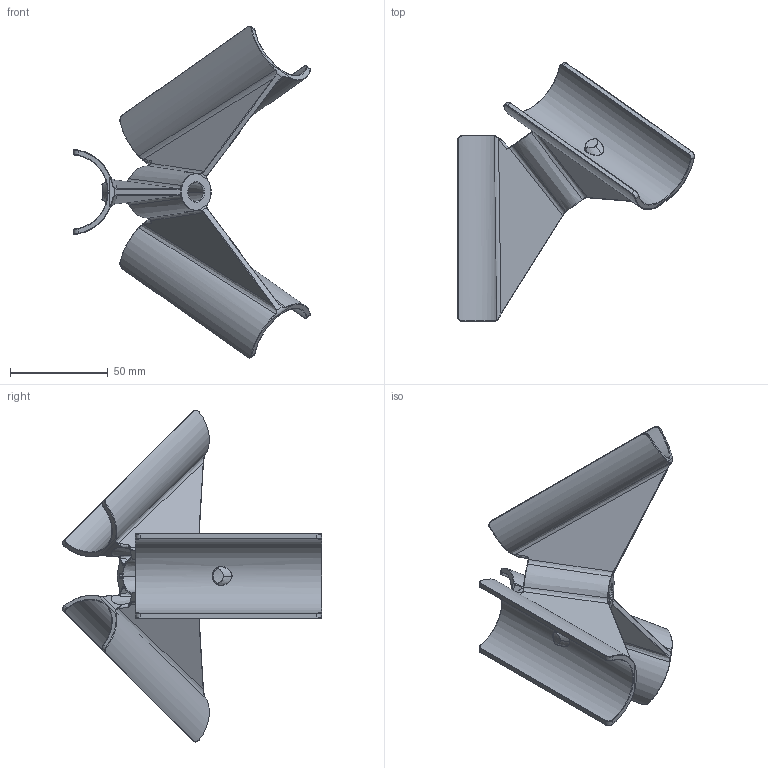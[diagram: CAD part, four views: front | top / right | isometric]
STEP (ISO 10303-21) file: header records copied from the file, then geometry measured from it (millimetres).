
FILE_DESCRIPTION (( 'STEP AP214' ), '1' );
FILE_NAME ('Corner Inner - Mold.step', '2016-04-01T05:03:11', ( '' ), ( '' ), 'SwSTEP 2.0', 'SolidWorks 2016', '' );
FILE_SCHEMA (( 'AUTOMOTIVE_DESIGN' ));
Length unit declared in the file: inch
Products named in the file (1): Corner Inner - Mold
Bounding box: 121.26 x 132.6 x 169.96 mm (x, y, z)
Volume: 92293.7 mm3; surface area: 51611.4 mm2
Topology: 1 solids, 1 shells, 422 faces, 984 edges, 550 vertices
Faces by surface type: bspline 204, cylinder 70, torus 64, plane 32, cone 28, sphere 24
Entity records: 19211 total; most frequent: CARTESIAN_POINT 11052, ORIENTED_EDGE 1920, DIRECTION 1435, EDGE_CURVE 960, AXIS2_PLACEMENT_3D 655, VERTEX_POINT 546, CIRCLE 436, EDGE_LOOP 430
